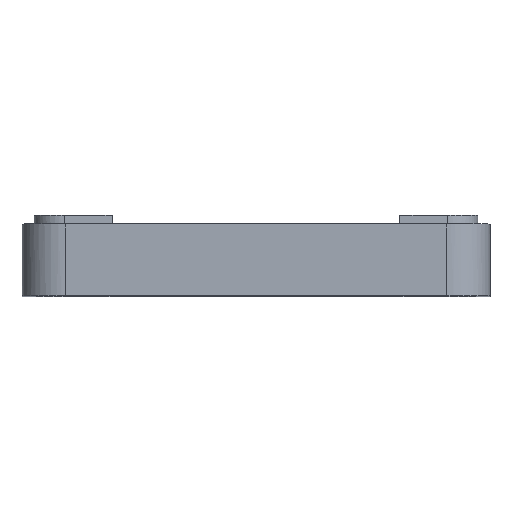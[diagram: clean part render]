
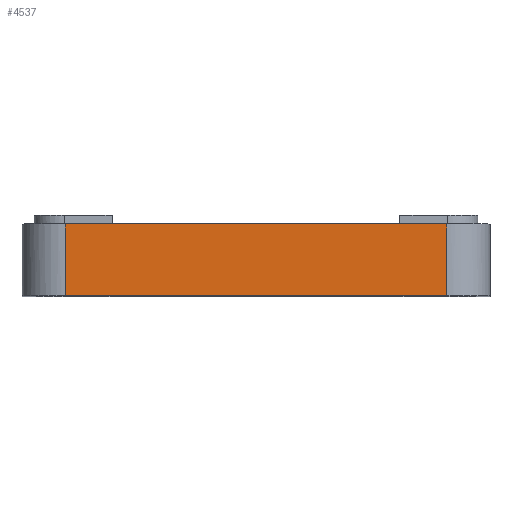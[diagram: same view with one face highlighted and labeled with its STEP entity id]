
A CAD part, top view. The second image highlights one B-rep face of the part: STEP entity #4537.
In plain terms, the highlighted planar face has unit normal (0, 0, 1).
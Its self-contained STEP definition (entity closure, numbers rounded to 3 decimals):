
#653=FACE_OUTER_BOUND('',#902,.T.);
#902=EDGE_LOOP('',(#4151,#4152,#4153,#4154));
#1159=LINE('',#7883,#1573);
#1317=LINE('',#9781,#1731);
#1318=LINE('',#9784,#1732);
#1319=LINE('',#9785,#1733);
#1573=VECTOR('',#5060,10.);
#1731=VECTOR('',#5306,10.);
#1732=VECTOR('',#5309,10.);
#1733=VECTOR('',#5310,10.);
#2068=VERTEX_POINT('',#7835);
#2069=VERTEX_POINT('',#7882);
#2186=VERTEX_POINT('',#9734);
#2187=VERTEX_POINT('',#9783);
#2620=EDGE_CURVE('',#2068,#2069,#1159,.T.);
#2856=EDGE_CURVE('',#2068,#2186,#1317,.T.);
#2857=EDGE_CURVE('',#2186,#2187,#1318,.T.);
#2858=EDGE_CURVE('',#2069,#2187,#1319,.T.);
#4151=ORIENTED_EDGE('',*,*,#2857,.T.);
#4152=ORIENTED_EDGE('',*,*,#2858,.F.);
#4153=ORIENTED_EDGE('',*,*,#2620,.F.);
#4154=ORIENTED_EDGE('',*,*,#2856,.T.);
#4310=PLANE('',#4672);
#4537=ADVANCED_FACE('',(#653),#4310,.T.);
#4672=AXIS2_PLACEMENT_3D('',#9782,#5307,#5308);
#5060=DIRECTION('',(-1.,0.,0.));
#5306=DIRECTION('',(0.,1.,0.));
#5307=DIRECTION('center_axis',(0.,0.,1.));
#5308=DIRECTION('ref_axis',(1.,0.,0.));
#5309=DIRECTION('',(-1.,0.,0.));
#5310=DIRECTION('',(0.,1.,0.));
#7835=CARTESIAN_POINT('',(49.005,0.005,0.));
#7882=CARTESIAN_POINT('',(5.005,0.005,0.));
#7883=CARTESIAN_POINT('',(49.005,0.005,0.));
#9734=CARTESIAN_POINT('',(49.005,8.305,0.));
#9781=CARTESIAN_POINT('',(49.005,0.005,0.));
#9782=CARTESIAN_POINT('Origin',(54.005,4.155,0.));
#9783=CARTESIAN_POINT('',(5.005,8.305,0.));
#9784=CARTESIAN_POINT('',(49.005,8.305,0.));
#9785=CARTESIAN_POINT('',(5.005,0.005,0.));
